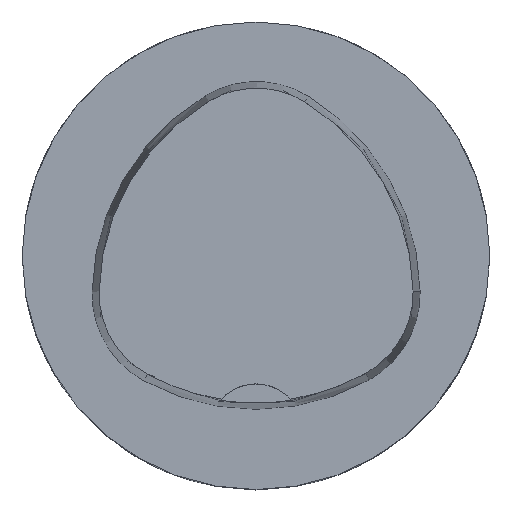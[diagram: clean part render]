
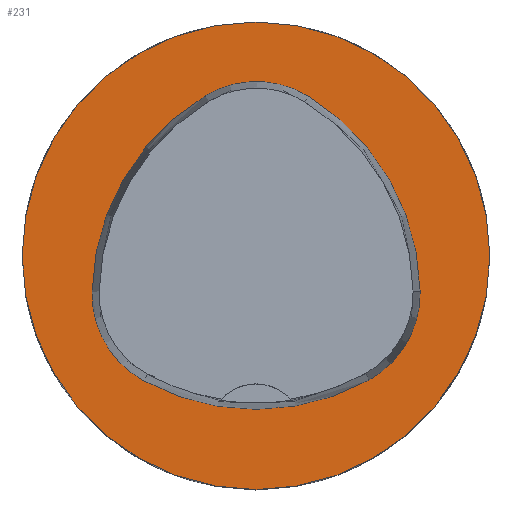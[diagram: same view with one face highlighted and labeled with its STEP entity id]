
A CAD part, top view. The second image highlights one B-rep face of the part: STEP entity #231.
In plain terms, the highlighted planar face has unit normal (0, 0, 1).
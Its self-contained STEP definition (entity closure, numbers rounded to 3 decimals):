
#231=ADVANCED_FACE('',(#448,#449),#277,.T.);
#277=PLANE('',#1318);
#448=FACE_BOUND('',#508,.T.);
#449=FACE_BOUND('',#509,.T.);
#508=EDGE_LOOP('',(#714,#715,#716,#717,#718,#719));
#509=EDGE_LOOP('',(#720));
#714=ORIENTED_EDGE('',*,*,#1059,.F.);
#715=ORIENTED_EDGE('',*,*,#1054,.F.);
#716=ORIENTED_EDGE('',*,*,#1049,.F.);
#717=ORIENTED_EDGE('',*,*,#1046,.F.);
#718=ORIENTED_EDGE('',*,*,#1043,.F.);
#719=ORIENTED_EDGE('',*,*,#1039,.F.);
#720=ORIENTED_EDGE('',*,*,#1062,.T.);
#916=VERTEX_POINT('',#2108);
#917=VERTEX_POINT('',#2109);
#920=VERTEX_POINT('',#2117);
#922=VERTEX_POINT('',#2123);
#924=VERTEX_POINT('',#2129);
#928=VERTEX_POINT('',#2142);
#932=VERTEX_POINT('',#2160);
#1039=EDGE_CURVE('',#916,#917,#1130,.T.);
#1043=EDGE_CURVE('',#917,#920,#1132,.T.);
#1046=EDGE_CURVE('',#920,#922,#1134,.T.);
#1049=EDGE_CURVE('',#922,#924,#1136,.T.);
#1054=EDGE_CURVE('',#924,#928,#1139,.T.);
#1059=EDGE_CURVE('',#928,#916,#1142,.T.);
#1062=EDGE_CURVE('',#932,#932,#1145,.T.);
#1130=CIRCLE('',#1295,20.);
#1132=CIRCLE('',#1298,8.5);
#1134=CIRCLE('',#1301,20.);
#1136=CIRCLE('',#1304,8.5);
#1139=CIRCLE('',#1308,20.);
#1142=CIRCLE('',#1312,8.5);
#1145=CIRCLE('',#1317,20.);
#1295=AXIS2_PLACEMENT_3D('',#2107,#1535,#1536);
#1298=AXIS2_PLACEMENT_3D('',#2116,#1543,#1544);
#1301=AXIS2_PLACEMENT_3D('',#2122,#1550,#1551);
#1304=AXIS2_PLACEMENT_3D('',#2128,#1557,#1558);
#1308=AXIS2_PLACEMENT_3D('',#2141,#1566,#1567);
#1312=AXIS2_PLACEMENT_3D('',#2154,#1575,#1576);
#1317=AXIS2_PLACEMENT_3D('',#2159,#1585,#1586);
#1318=AXIS2_PLACEMENT_3D('',#2161,#1587,#1588);
#1535=DIRECTION('',(0.,0.,1.));
#1536=DIRECTION('',(1.,0.,0.));
#1543=DIRECTION('',(0.,0.,1.));
#1544=DIRECTION('',(1.,0.,0.));
#1550=DIRECTION('',(0.,0.,1.));
#1551=DIRECTION('',(1.,0.,0.));
#1557=DIRECTION('',(0.,0.,1.));
#1558=DIRECTION('',(1.,0.,0.));
#1566=DIRECTION('',(0.,0.,1.));
#1567=DIRECTION('',(1.,0.,0.));
#1575=DIRECTION('',(0.,0.,1.));
#1576=DIRECTION('',(1.,0.,0.));
#1585=DIRECTION('',(0.,0.,1.));
#1586=DIRECTION('',(1.,0.,0.));
#1587=DIRECTION('',(0.,0.,1.));
#1588=DIRECTION('',(-1.,0.,0.));
#2107=CARTESIAN_POINT('',(-5.955,-3.414,0.));
#2108=CARTESIAN_POINT('',(14.041,-3.042,0.));
#2109=CARTESIAN_POINT('',(4.472,13.653,0.));
#2116=CARTESIAN_POINT('',(0.04,6.4,0.));
#2117=CARTESIAN_POINT('',(-4.347,13.68,0.));
#2122=CARTESIAN_POINT('',(5.976,-3.45,0.));
#2123=CARTESIAN_POINT('',(-14.021,-3.075,0.));
#2128=CARTESIAN_POINT('',(-5.522,-3.235,0.));
#2129=CARTESIAN_POINT('',(-9.588,-10.699,0.));
#2141=CARTESIAN_POINT('',(-0.022,6.864,0.));
#2142=CARTESIAN_POINT('',(9.655,-10.639,0.));
#2154=CARTESIAN_POINT('',(5.543,-3.2,0.));
#2159=CARTESIAN_POINT('',(0.,0.,0.));
#2160=CARTESIAN_POINT('',(20.,0.,0.));
#2161=CARTESIAN_POINT('',(0.,0.,0.));
